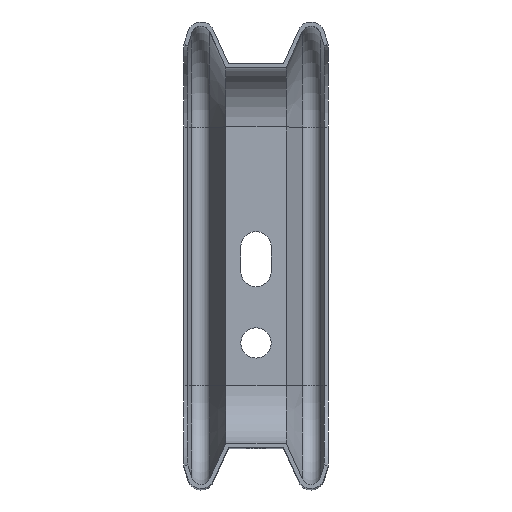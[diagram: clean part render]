
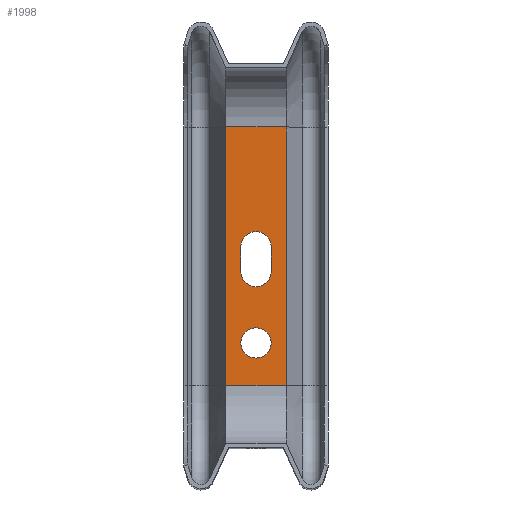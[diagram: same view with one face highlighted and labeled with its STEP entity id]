
A CAD part, top view. The second image highlights one B-rep face of the part: STEP entity #1998.
In plain terms, the highlighted planar face has unit normal (0, 0, 1).
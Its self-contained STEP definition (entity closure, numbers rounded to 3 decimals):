
#88=FACE_BOUND('',#334,.T.);
#89=FACE_BOUND('',#335,.T.);
#127=CIRCLE('',#2169,5.5);
#128=CIRCLE('',#2170,5.5);
#129=CIRCLE('',#2171,5.5);
#205=FACE_OUTER_BOUND('',#333,.T.);
#333=EDGE_LOOP('',(#1361,#1362,#1363,#1364));
#334=EDGE_LOOP('',(#1365,#1366,#1367,#1368));
#335=EDGE_LOOP('',(#1369));
#496=LINE('',#3106,#682);
#497=LINE('',#3111,#683);
#499=LINE('',#3117,#685);
#500=LINE('',#3118,#686);
#501=LINE('',#3123,#687);
#502=LINE('',#3126,#688);
#682=VECTOR('',#2474,10.);
#683=VECTOR('',#2479,21.5);
#685=VECTOR('',#2487,10.);
#686=VECTOR('',#2488,10.);
#687=VECTOR('',#2491,10.);
#688=VECTOR('',#2494,10.);
#883=VERTEX_POINT('',#3103);
#884=VERTEX_POINT('',#3105);
#885=VERTEX_POINT('',#3109);
#886=VERTEX_POINT('',#3110);
#888=VERTEX_POINT('',#3119);
#889=VERTEX_POINT('',#3120);
#890=VERTEX_POINT('',#3122);
#891=VERTEX_POINT('',#3124);
#892=VERTEX_POINT('',#3127);
#1060=EDGE_CURVE('',#883,#884,#496,.T.);
#1062=EDGE_CURVE('',#885,#886,#497,.T.);
#1066=EDGE_CURVE('',#883,#885,#499,.T.);
#1067=EDGE_CURVE('',#884,#886,#500,.T.);
#1068=EDGE_CURVE('',#888,#889,#127,.T.);
#1069=EDGE_CURVE('',#889,#890,#501,.T.);
#1070=EDGE_CURVE('',#890,#891,#128,.T.);
#1071=EDGE_CURVE('',#891,#888,#502,.T.);
#1072=EDGE_CURVE('',#892,#892,#129,.T.);
#1361=ORIENTED_EDGE('',*,*,#1060,.F.);
#1362=ORIENTED_EDGE('',*,*,#1066,.T.);
#1363=ORIENTED_EDGE('',*,*,#1062,.T.);
#1364=ORIENTED_EDGE('',*,*,#1067,.F.);
#1365=ORIENTED_EDGE('',*,*,#1068,.T.);
#1366=ORIENTED_EDGE('',*,*,#1069,.T.);
#1367=ORIENTED_EDGE('',*,*,#1070,.T.);
#1368=ORIENTED_EDGE('',*,*,#1071,.T.);
#1369=ORIENTED_EDGE('',*,*,#1072,.T.);
#1821=PLANE('',#2168);
#1998=ADVANCED_FACE('',(#205,#88,#89),#1821,.T.);
#2168=AXIS2_PLACEMENT_3D('',#3116,#2485,#2486);
#2169=AXIS2_PLACEMENT_3D('',#3121,#2489,#2490);
#2170=AXIS2_PLACEMENT_3D('',#3125,#2492,#2493);
#2171=AXIS2_PLACEMENT_3D('',#3128,#2495,#2496);
#2474=DIRECTION('',(1.,0.,0.));
#2479=DIRECTION('',(1.,0.,0.));
#2485=DIRECTION('center_axis',(0.,0.,1.));
#2486=DIRECTION('ref_axis',(1.,0.,0.));
#2487=DIRECTION('',(0.,-1.,0.));
#2488=DIRECTION('',(0.,-1.,0.));
#2489=DIRECTION('center_axis',(0.,0.,-1.));
#2490=DIRECTION('ref_axis',(1.,0.,0.));
#2491=DIRECTION('',(0.,1.,0.));
#2492=DIRECTION('center_axis',(0.,0.,-1.));
#2493=DIRECTION('ref_axis',(-1.,0.,0.));
#2494=DIRECTION('',(0.,-1.,0.));
#2495=DIRECTION('center_axis',(0.,0.,-1.));
#2496=DIRECTION('ref_axis',(-1.,0.,0.));
#3103=CARTESIAN_POINT('',(-10.97,117.019,-328.51));
#3105=CARTESIAN_POINT('',(10.97,117.019,-328.51));
#3106=CARTESIAN_POINT('',(0.,117.019,-328.51));
#3109=CARTESIAN_POINT('',(-10.97,23.,-328.51));
#3110=CARTESIAN_POINT('',(10.97,23.,-328.51));
#3111=CARTESIAN_POINT('',(-4.355,23.,-328.51));
#3116=CARTESIAN_POINT('Origin',(-8.71,23.,-328.51));
#3117=CARTESIAN_POINT('',(-10.97,23.,-328.51));
#3118=CARTESIAN_POINT('',(10.97,23.,-328.51));
#3119=CARTESIAN_POINT('',(5.5,64.5,-328.51));
#3120=CARTESIAN_POINT('',(-5.5,64.5,-328.51));
#3121=CARTESIAN_POINT('Origin',(0.,64.5,-328.51));
#3122=CARTESIAN_POINT('',(-5.5,73.5,-328.51));
#3123=CARTESIAN_POINT('',(-5.5,43.75,-328.51));
#3124=CARTESIAN_POINT('',(5.5,73.5,-328.51));
#3125=CARTESIAN_POINT('Origin',(0.,73.5,-328.51));
#3126=CARTESIAN_POINT('',(5.5,48.25,-328.51));
#3127=CARTESIAN_POINT('',(5.5,38.5,-328.51));
#3128=CARTESIAN_POINT('Origin',(0.,38.5,-328.51));
